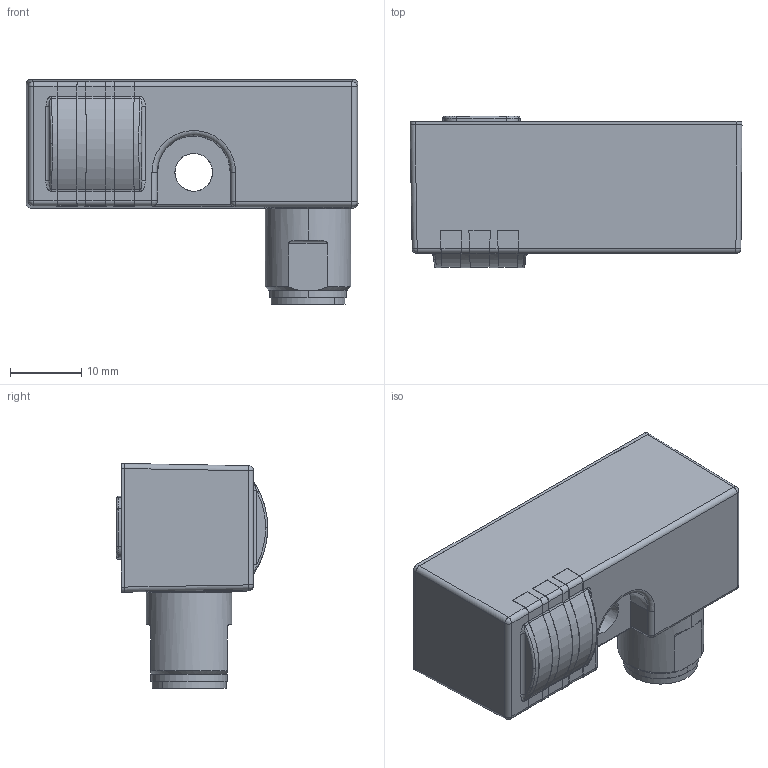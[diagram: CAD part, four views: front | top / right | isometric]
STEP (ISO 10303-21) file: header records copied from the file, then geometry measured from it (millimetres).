
FILE_DESCRIPTION((''),'2;1');
FILE_NAME('DM_CAD-3232_SW0001_A','2018-03-16T',('creinig-se'),(''),'PRO/ENGINEER BY PARAMETRIC TECHNOLOGY CORPORATION, 2015440','PRO/ENGINEER BY PARAMETRIC TECHNOLOGY CORPORATION, 2015440','');
FILE_SCHEMA(('CONFIG_CONTROL_DESIGN'));
Length unit declared in the file: millimetre
Products named in the file (1): DM_CAD-3232_SW0001_A
Bounding box: 46.5 x 21.2 x 31.5 mm (x, y, z)
Volume: 14383.5 mm3; surface area: 7145.5 mm2
Topology: 1 solids, 1 shells, 395 faces, 1049 edges, 657 vertices
Faces by surface type: plane 150, cylinder 133, bspline 36, torus 34, cone 25, sphere 17
Entity records: 17600 total; most frequent: CARTESIAN_POINT 5331, ORIENTED_EDGE 2052, DIRECTION 1801, EDGE_CURVE 1026, VERTEX_POINT 651, AXIS2_PLACEMENT_3D 637, VECTOR 527, LINE 527
